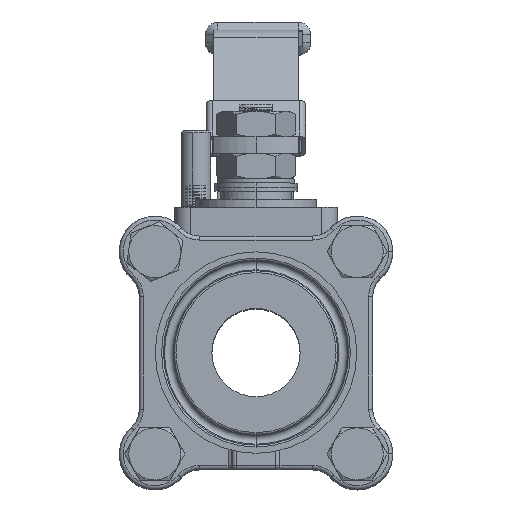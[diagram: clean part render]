
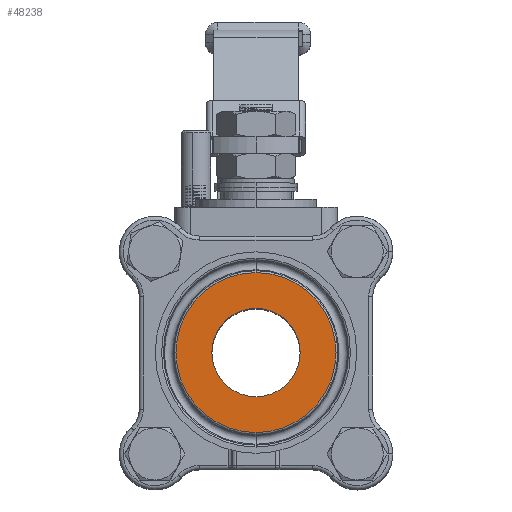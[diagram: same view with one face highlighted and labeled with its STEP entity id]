
A CAD part, top view. The second image highlights one B-rep face of the part: STEP entity #48238.
In plain terms, the highlighted planar face has unit normal (0, 0, 1).
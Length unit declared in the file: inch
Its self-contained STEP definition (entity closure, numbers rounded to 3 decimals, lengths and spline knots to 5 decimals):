
#566 = AXIS2_PLACEMENT_3D ( 'NONE', #46348, #48881, #68231 ) ;
#3223 = AXIS2_PLACEMENT_3D ( 'NONE', #45030, #113730, #54908 ) ;
#3224 = EDGE_CURVE ( 'NONE', #65268, #66760, #97237, .T. ) ;
#5229 = FACE_BOUND ( 'NONE', #60604, .T. ) ;
#8697 = AXIS2_PLACEMENT_3D ( 'NONE', #12217, #40106, #31962 ) ;
#12217 = CARTESIAN_POINT ( 'NONE',  ( 0., 0.78744, 2.58405 ) ) ;
#13865 = CARTESIAN_POINT ( 'NONE',  ( 0., 0., 2.58405 ) ) ;
#18075 = AXIS2_PLACEMENT_3D ( 'NONE', #13865, #82574, #23773 ) ;
#23773 = DIRECTION ( 'NONE',  ( 1., 0., 0. ) ) ;
#24648 = ORIENTED_EDGE ( 'NONE', *, *, #80638, .T. ) ;
#24930 = VERTEX_POINT ( 'NONE', #116124 ) ;
#31962 = DIRECTION ( 'NONE',  ( 0., 1., 0. ) ) ;
#33112 = DIRECTION ( 'NONE',  ( 0., 0., 1. ) ) ;
#33381 = EDGE_CURVE ( 'NONE', #24930, #46050, #38541, .T. ) ;
#38541 = CIRCLE ( 'NONE', #57936, 0.78791 ) ;
#39156 = EDGE_CURVE ( 'NONE', #66760, #65268, #127065, .T. ) ;
#40106 = DIRECTION ( 'NONE',  ( 0., 0., -1. ) ) ;
#43291 = ORIENTED_EDGE ( 'NONE', *, *, #39156, .F. ) ;
#45030 = CARTESIAN_POINT ( 'NONE',  ( 0., -0.00047, 2.58405 ) ) ;
#46050 = VERTEX_POINT ( 'NONE', #101629 ) ;
#46348 = CARTESIAN_POINT ( 'NONE',  ( 0., 0., 2.58405 ) ) ;
#48238 = ADVANCED_FACE ( 'NONE', ( #5229, #109670 ), #90803, .F. ) ;
#48881 = DIRECTION ( 'NONE',  ( 0., 0., 1. ) ) ;
#50047 = ORIENTED_EDGE ( 'NONE', *, *, #3224, .F. ) ;
#54908 = DIRECTION ( 'NONE',  ( 0., -1., 0. ) ) ;
#54986 = ORIENTED_EDGE ( 'NONE', *, *, #33381, .T. ) ;
#56743 = CARTESIAN_POINT ( 'NONE',  ( 0.435, 0., 2.58405 ) ) ;
#57936 = AXIS2_PLACEMENT_3D ( 'NONE', #91945, #33112, #101803 ) ;
#60604 = EDGE_LOOP ( 'NONE', ( #50047, #43291 ) ) ;
#65268 = VERTEX_POINT ( 'NONE', #56743 ) ;
#66760 = VERTEX_POINT ( 'NONE', #106304 ) ;
#68231 = DIRECTION ( 'NONE',  ( 1., 0., 0. ) ) ;
#80638 = EDGE_CURVE ( 'NONE', #46050, #24930, #82180, .T. ) ;
#82180 = CIRCLE ( 'NONE', #3223, 0.78791 ) ;
#82574 = DIRECTION ( 'NONE',  ( 0., 0., 1. ) ) ;
#90803 = PLANE ( 'NONE',  #8697 ) ;
#91945 = CARTESIAN_POINT ( 'NONE',  ( 0., -0.00047, 2.58405 ) ) ;
#97237 = CIRCLE ( 'NONE', #566, 0.435 ) ;
#101629 = CARTESIAN_POINT ( 'NONE',  ( 0., 0.78744, 2.58405 ) ) ;
#101803 = DIRECTION ( 'NONE',  ( 0., -1., 0. ) ) ;
#106304 = CARTESIAN_POINT ( 'NONE',  ( -0.435, 0., 2.58405 ) ) ;
#109670 = FACE_OUTER_BOUND ( 'NONE', #122875, .T. ) ;
#113730 = DIRECTION ( 'NONE',  ( 0., 0., 1. ) ) ;
#116124 = CARTESIAN_POINT ( 'NONE',  ( 0., -0.78838, 2.58405 ) ) ;
#122875 = EDGE_LOOP ( 'NONE', ( #54986, #24648 ) ) ;
#127065 = CIRCLE ( 'NONE', #18075, 0.435 ) ;
